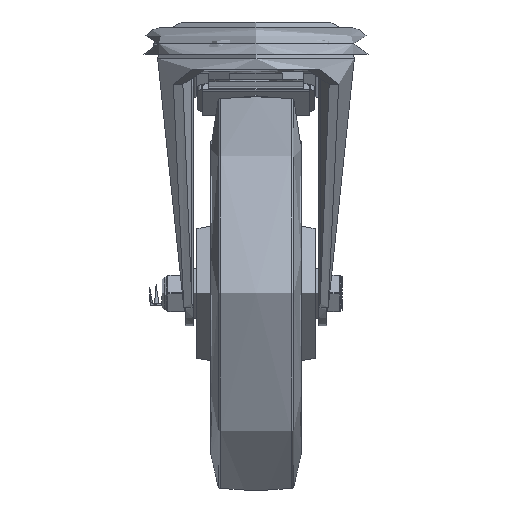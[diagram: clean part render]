
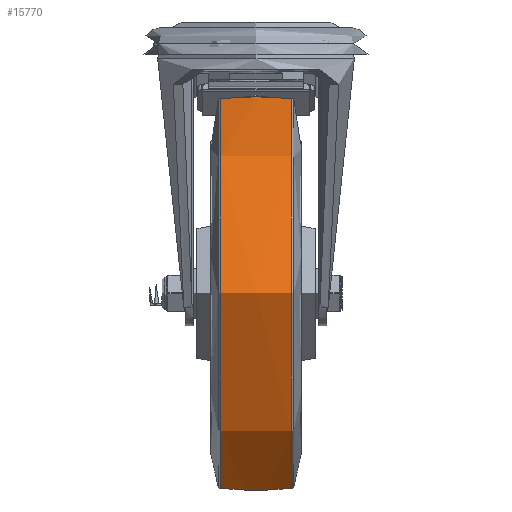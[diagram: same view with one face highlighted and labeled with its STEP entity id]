
A CAD part, left-side view. The second image highlights one B-rep face of the part: STEP entity #15770.
In plain terms, the highlighted free-form (B-spline) face has degree [2, 2] with [3, 9] control points.
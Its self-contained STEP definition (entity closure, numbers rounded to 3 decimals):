
#33=(
BOUNDED_SURFACE()
B_SPLINE_SURFACE(2,2,((#31651,#31652,#31653,#31654,#31655,#31656,#31657,
#31658,#31659),(#31660,#31661,#31662,#31663,#31664,#31665,#31666,#31667,
#31668),(#31669,#31670,#31671,#31672,#31673,#31674,#31675,#31676,#31677)),
 .UNSPECIFIED.,.F.,.T.,.F.)
B_SPLINE_SURFACE_WITH_KNOTS((3,3),(3,2,2,2,3),(-0.099,0.099),
(-3.142,-1.571,0.,1.571,3.142),
 .UNSPECIFIED.)
GEOMETRIC_REPRESENTATION_ITEM()
RATIONAL_B_SPLINE_SURFACE(((1.,0.707,1.,0.707,1.,
0.707,1.,0.707,1.),(0.995,0.704,
0.995,0.704,0.995,0.704,
0.995,0.704,0.995),(1.,0.707,
1.,0.707,1.,0.707,1.,0.707,1.)))
REPRESENTATION_ITEM('')
SURFACE()
);
#4620=FACE_OUTER_BOUND('',#5579,.T.);
#5579=EDGE_LOOP('',(#12515,#12516,#12517,#12518));
#6492=CIRCLE('',#17146,99.11);
#6501=CIRCLE('',#17159,99.11);
#6502=CIRCLE('',#17160,181.);
#7425=VERTEX_POINT('',#31626);
#7432=VERTEX_POINT('',#31648);
#9275=EDGE_CURVE('',#7425,#7425,#6492,.T.);
#9287=EDGE_CURVE('',#7432,#7432,#6501,.T.);
#9288=EDGE_CURVE('',#7432,#7425,#6502,.T.);
#12515=ORIENTED_EDGE('',*,*,#9287,.F.);
#12516=ORIENTED_EDGE('',*,*,#9288,.T.);
#12517=ORIENTED_EDGE('',*,*,#9275,.T.);
#12518=ORIENTED_EDGE('',*,*,#9288,.F.);
#15770=ADVANCED_FACE('',(#4620),#33,.F.);
#17146=AXIS2_PLACEMENT_3D('',#31627,#19635,#19636);
#17159=AXIS2_PLACEMENT_3D('',#31650,#19664,#19665);
#17160=AXIS2_PLACEMENT_3D('',#31678,#19666,#19667);
#19635=DIRECTION('center_axis',(0.,1.,0.));
#19636=DIRECTION('ref_axis',(0.,0.,
1.));
#19664=DIRECTION('center_axis',(0.,1.,0.));
#19665=DIRECTION('ref_axis',(0.,0.,
1.));
#19666=DIRECTION('center_axis',(-1.,0.,0.));
#19667=DIRECTION('ref_axis',(0.,0.,
-1.));
#31626=CARTESIAN_POINT('',(0.,-17.926,-99.11));
#31627=CARTESIAN_POINT('Origin',(0.,-17.926,
0.));
#31648=CARTESIAN_POINT('',(0.,17.926,-99.11));
#31650=CARTESIAN_POINT('Origin',(0.,17.926,
0.));
#31651=CARTESIAN_POINT('Ctrl Pts',(0.,-17.926,
-99.11));
#31652=CARTESIAN_POINT('Ctrl Pts',(-99.11,-17.926,
-99.11));
#31653=CARTESIAN_POINT('Ctrl Pts',(-99.11,-17.926,
0.));
#31654=CARTESIAN_POINT('Ctrl Pts',(-99.11,-17.926,
99.11));
#31655=CARTESIAN_POINT('Ctrl Pts',(0.,-17.926,
99.11));
#31656=CARTESIAN_POINT('Ctrl Pts',(99.11,-17.926,99.11));
#31657=CARTESIAN_POINT('Ctrl Pts',(99.11,-17.926,0.));
#31658=CARTESIAN_POINT('Ctrl Pts',(99.11,-17.926,-99.11));
#31659=CARTESIAN_POINT('Ctrl Pts',(0.,-17.926,
-99.11));
#31660=CARTESIAN_POINT('Ctrl Pts',(0.,0.,
-100.894));
#31661=CARTESIAN_POINT('Ctrl Pts',(-100.894,0.,
-100.894));
#31662=CARTESIAN_POINT('Ctrl Pts',(-100.894,0.,
0.));
#31663=CARTESIAN_POINT('Ctrl Pts',(-100.894,0.,
100.894));
#31664=CARTESIAN_POINT('Ctrl Pts',(0.,0.,
100.894));
#31665=CARTESIAN_POINT('Ctrl Pts',(100.894,0.,
100.894));
#31666=CARTESIAN_POINT('Ctrl Pts',(100.894,0.,
0.));
#31667=CARTESIAN_POINT('Ctrl Pts',(100.894,0.,
-100.894));
#31668=CARTESIAN_POINT('Ctrl Pts',(0.,0.,
-100.894));
#31669=CARTESIAN_POINT('Ctrl Pts',(0.,17.926,
-99.11));
#31670=CARTESIAN_POINT('Ctrl Pts',(-99.11,17.926,-99.11));
#31671=CARTESIAN_POINT('Ctrl Pts',(-99.11,17.926,0.));
#31672=CARTESIAN_POINT('Ctrl Pts',(-99.11,17.926,99.11));
#31673=CARTESIAN_POINT('Ctrl Pts',(0.,17.926,
99.11));
#31674=CARTESIAN_POINT('Ctrl Pts',(99.11,17.926,99.11));
#31675=CARTESIAN_POINT('Ctrl Pts',(99.11,17.926,0.));
#31676=CARTESIAN_POINT('Ctrl Pts',(99.11,17.926,-99.11));
#31677=CARTESIAN_POINT('Ctrl Pts',(0.,17.926,
-99.11));
#31678=CARTESIAN_POINT('Origin',(0.,0.,
81.));
